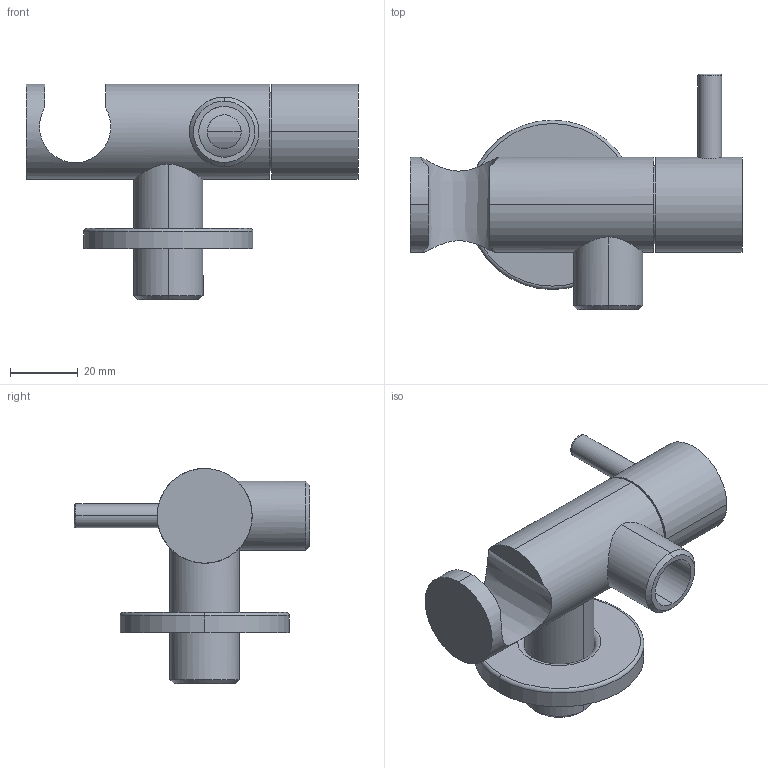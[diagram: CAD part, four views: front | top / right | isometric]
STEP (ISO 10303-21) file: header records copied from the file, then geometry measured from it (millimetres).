
FILE_DESCRIPTION((''),'2;1');
FILE_NAME('A4FT0012_ASM','2020-03-05T',('Administrator'),(''),'PRO/ENGINEER BY PARAMETRIC TECHNOLOGY CORPORATION, 2009360','PRO/ENGINEER BY PARAMETRIC TECHNOLOGY CORPORATION, 2009360','');
FILE_SCHEMA(('AUTOMOTIVE_DESIGN_CC2 { 1 2 10303 214 -1 1 5 2 }'));
Length unit declared in the file: millimetre
Products named in the file (8): P0184; N0104; N0105; T0002; P0159; P0054; F0033; A4FT0012_ASM
Assembly tree (7 placements, depth 2):
  A4FT0012_ASM
    P0184
    N0104
    N0105
    T0002
    P0159
    P0054
    F0033
Bounding box: 98 x 69.5 x 63.54 mm (x, y, z)
Volume: 50146.2 mm3; surface area: 32635.9 mm2
Topology: 7 solids, 7 shells, 161 faces, 357 edges, 224 vertices
Faces by surface type: cylinder 84, plane 50, cone 15, torus 12
Entity records: 5318 total; most frequent: CARTESIAN_POINT 1372, DIRECTION 851, ORIENTED_EDGE 714, EDGE_CURVE 357, AXIS2_PLACEMENT_3D 354, VERTEX_POINT 224, EDGE_LOOP 189, CIRCLE 178
